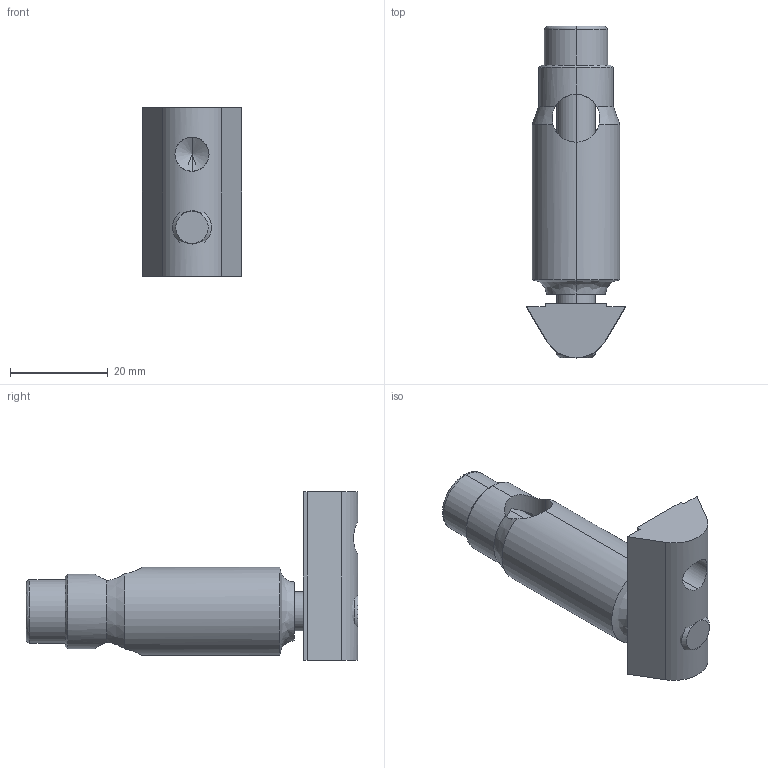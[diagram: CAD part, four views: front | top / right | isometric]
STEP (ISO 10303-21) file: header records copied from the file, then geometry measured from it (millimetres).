
FILE_DESCRIPTION (( 'STEP AP214' ), '1' );
FILE_NAME ('099G121.STEP', '2015-06-19T07:26:36', ( 'Not-Admin' ), ( 'Hewlett-Packard Company' ), 'SwSTEP 2.0', 'SolidWorks 2014', '' );
FILE_SCHEMA (( 'AUTOMOTIVE_DESIGN' ));
Length unit declared in the file: millimetre
Products named in the file (1): 099G121
Bounding box: 20.3 x 68 x 34.5 mm (x, y, z)
Volume: 16025.7 mm3; surface area: 8618.4 mm2
Topology: 3 solids, 3 shells, 86 faces, 210 edges, 128 vertices
Faces by surface type: plane 51, cylinder 19, cone 10, bspline 6
Entity records: 3960 total; most frequent: CARTESIAN_POINT 997, ORIENTED_EDGE 412, DIRECTION 392, EDGE_CURVE 206, AXIS2_PLACEMENT_3D 135, VERTEX_POINT 128, LINE 122, VECTOR 122
